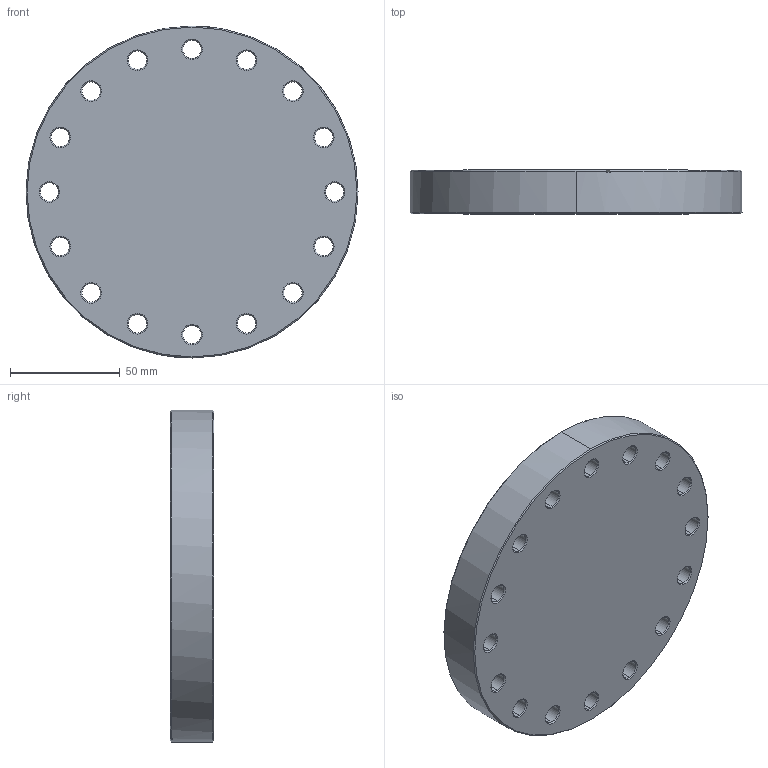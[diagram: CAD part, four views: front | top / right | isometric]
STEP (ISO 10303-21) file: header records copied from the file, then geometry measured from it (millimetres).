
FILE_DESCRIPTION(('FreeCAD Model'),'2;1');
FILE_NAME('Open CASCADE Shape Model','2024-02-17T18:27:03',('FreeCAD'),( 'FreeCAD'),'Open CASCADE STEP processor 7.6','FreeCAD','Unknown');
FILE_SCHEMA(('AUTOMOTIVE_DESIGN { 1 0 10303 214 1 1 1 1 }'));
Length unit declared in the file: millimetre
Products named in the file (1): Open CASCADE STEP translator 7.6 2
Bounding box: 151.6 x 19.9 x 151.6 mm (x, y, z)
Volume: 327674.6 mm3; surface area: 52490.8 mm2
Topology: 1 solids, 1 shells, 122 faces, 286 edges, 166 vertices
Faces by surface type: cone 74, cylinder 36, plane 10, torus 2
Entity records: 7562 total; most frequent: CARTESIAN_POINT 1663, DIRECTION 1184, LINE 608, VECTOR 608, ORIENTED_EDGE 572, PCURVE 572, DEFINITIONAL_REPRESENTATION 572, EDGE_CURVE 286
